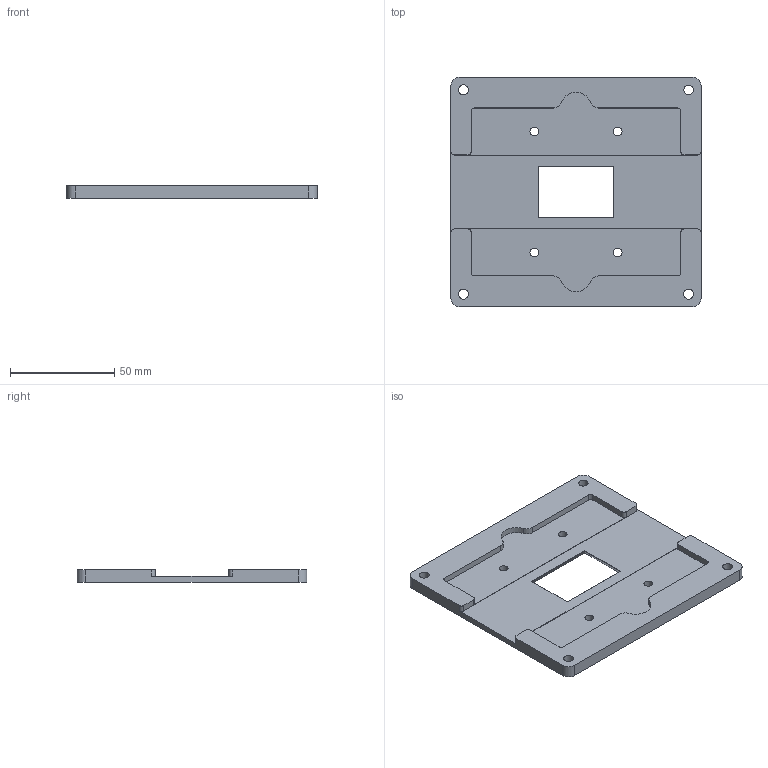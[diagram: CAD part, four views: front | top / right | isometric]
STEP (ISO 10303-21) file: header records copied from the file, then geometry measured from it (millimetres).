
FILE_DESCRIPTION(/* description */ ('STEP AP203'),/* implementation_level */ '2;1');
FILE_NAME(/* name */ '63deb76542505f232654cf68',/* time_stamp */ '2023-02-04T19:52:05+00:00',/* author */ (''),/* organization */ (''),/* preprocessor_version */ 'ST-DEVELOPER v18.102',/* originating_system */ ' ',/* authorisation */ ' ');
FILE_SCHEMA (('CONFIG_CONTROL_DESIGN'));
Length unit declared in the file: metre
Products named in the file (1): Carrier_Base
Bounding box: 120 x 110 x 6 mm (x, y, z)
Volume: 48199.3 mm3; surface area: 28664.6 mm2
Topology: 1 solids, 1 shells, 58 faces, 164 edges, 108 vertices
Faces by surface type: cylinder 30, plane 28
Full cylindrical faces by diameter (mm): 4.2 x4, 4.6 x1, 4.8 x3
Entity records: 1922 total; most frequent: DIRECTION 334, CARTESIAN_POINT 323, ORIENTED_EDGE 312, EDGE_CURVE 156, AXIS2_PLACEMENT_3D 119, VERTEX_POINT 108, LINE 96, VECTOR 96
